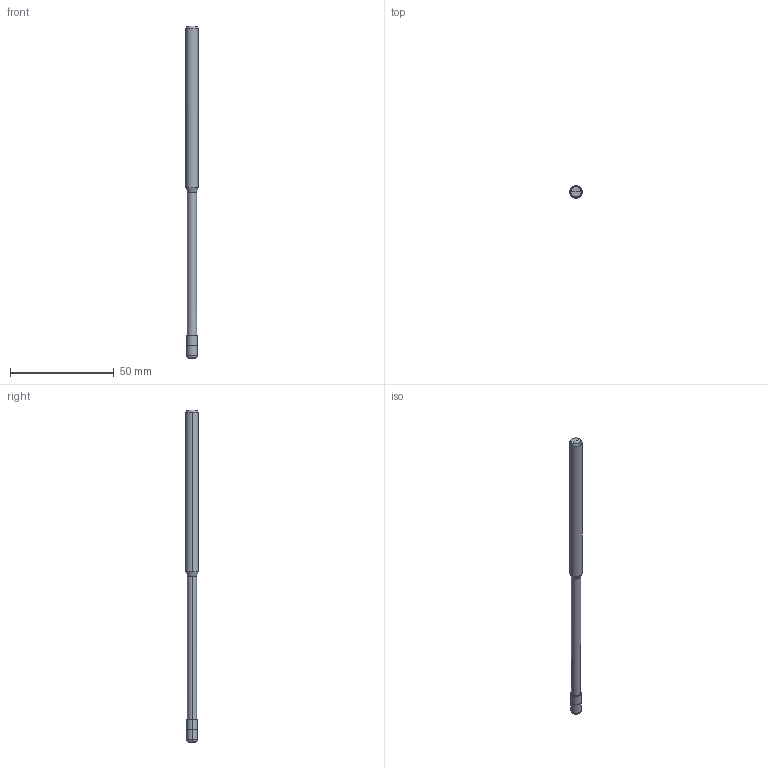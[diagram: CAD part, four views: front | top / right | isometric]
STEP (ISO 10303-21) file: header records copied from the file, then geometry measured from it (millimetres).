
FILE_DESCRIPTION(/* description */ (''),/* implementation_level */ '2;1');
FILE_NAME(/*name*/ 'VHM-Hartreibahle 0486-050-b',/*time_stamp*/'2021-3-9T11:47:22',/*author*/ ('ISBE GmbH'),/*organization*/ ('ISBE GmbH'),/*preprocessor_version*/ 'STEP IO v1.0',/*originating_system*/ '',/*authorisation*/ '');
FILE_SCHEMA (('AUTOMOTIVE_DESIGN'));
Length unit declared in the file: millimetre
Products named in the file (1): Document
Bounding box: 6 x 6 x 160 mm (x, y, z)
Surface area: 2811.2 mm2 (no closed solid volume)
Topology: 0 solids, 28 shells, 28 faces, 116 edges, 116 vertices
Faces by surface type: bspline 28
Entity records: 696 total; most frequent: CARTESIAN_POINT 204, VERTEX_POINT 108, EDGE_CURVE 108, ORIENTED_EDGE 108, EDGE_LOOP 28, FACE_OUTER_BOUND 28, ADVANCED_FACE 28, DIRECTION 14
